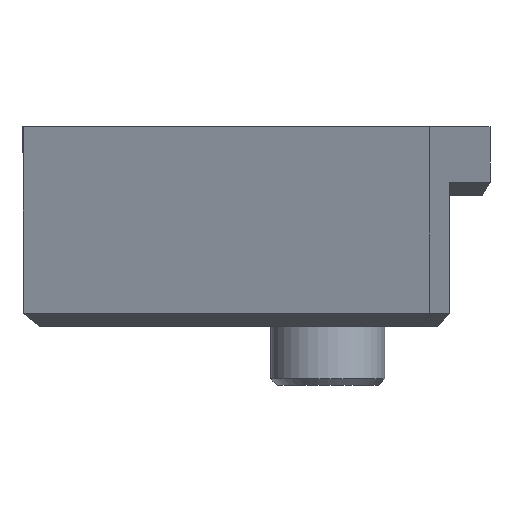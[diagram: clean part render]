
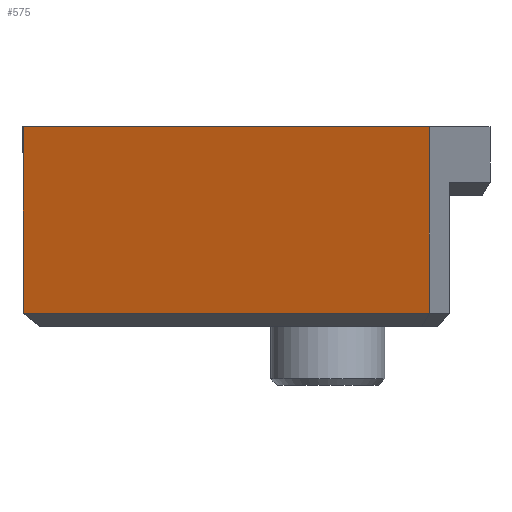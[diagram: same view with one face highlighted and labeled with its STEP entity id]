
A CAD part, front view. The second image highlights one B-rep face of the part: STEP entity #575.
In plain terms, the highlighted planar face has unit normal (-0.342, -0.94, 0).
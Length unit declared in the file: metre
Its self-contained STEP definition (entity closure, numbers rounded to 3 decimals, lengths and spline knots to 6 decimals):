
#23=LINE('',#822,#92);
#51=LINE('',#875,#120);
#56=LINE('',#885,#125);
#76=LINE('',#924,#145);
#78=LINE('',#928,#147);
#79=LINE('',#929,#148);
#92=VECTOR('',#668,1.);
#120=VECTOR('',#714,1.);
#125=VECTOR('',#721,1.);
#145=VECTOR('',#759,1.);
#147=VECTOR('',#763,1.);
#148=VECTOR('',#764,1.);
#262=ORIENTED_EDGE('',*,*,#375,.F.);
#263=ORIENTED_EDGE('',*,*,#373,.T.);
#264=ORIENTED_EDGE('',*,*,#348,.F.);
#265=ORIENTED_EDGE('',*,*,#376,.F.);
#266=ORIENTED_EDGE('',*,*,#320,.T.);
#267=ORIENTED_EDGE('',*,*,#353,.T.);
#320=EDGE_CURVE('',#391,#395,#23,.T.);
#348=EDGE_CURVE('',#410,#412,#51,.T.);
#353=EDGE_CURVE('',#395,#415,#56,.T.);
#373=EDGE_CURVE('',#426,#412,#76,.T.);
#375=EDGE_CURVE('',#426,#415,#78,.T.);
#376=EDGE_CURVE('',#391,#410,#79,.T.);
#391=VERTEX_POINT('',#812);
#395=VERTEX_POINT('',#821);
#410=VERTEX_POINT('',#873);
#412=VERTEX_POINT('',#876);
#415=VERTEX_POINT('',#884);
#426=VERTEX_POINT('',#925);
#466=EDGE_LOOP('',(#262,#263,#264,#265,#266,#267));
#507=FACE_BOUND('',#466,.T.);
#544=PLANE('',#624);
#575=ADVANCED_FACE('',(#507),#544,.T.);
#624=AXIS2_PLACEMENT_3D('',#927,#761,#762);
#668=DIRECTION('',(0.94,-0.342,0.));
#714=DIRECTION('',(-0.94,0.342,0.));
#721=DIRECTION('',(0.,0.,1.));
#759=DIRECTION('',(0.,0.,-1.));
#761=DIRECTION('',(-0.342,-0.94,0.));
#762=DIRECTION('',(0.94,-0.342,0.));
#763=DIRECTION('',(0.94,-0.342,0.));
#764=DIRECTION('',(0.,0.,1.));
#812=CARTESIAN_POINT('',(0.029932,0.030753,-0.02174));
#821=CARTESIAN_POINT('',(0.060942,0.019466,-0.02174));
#822=CARTESIAN_POINT('',(0.045437,0.02511,-0.02174));
#873=CARTESIAN_POINT('',(0.029932,0.030753,-0.0095));
#875=CARTESIAN_POINT('',(0.014375,0.036415,-0.0095));
#876=CARTESIAN_POINT('',(0.029856,0.030781,-0.0095));
#884=CARTESIAN_POINT('',(0.060942,0.019466,-0.0075));
#885=CARTESIAN_POINT('',(0.060942,0.019466,-0.02074));
#924=CARTESIAN_POINT('',(0.029856,0.030781,-0.006498));
#925=CARTESIAN_POINT('',(0.029856,0.030781,-0.0075));
#927=CARTESIAN_POINT('',(0.045437,0.02511,-0.02074));
#928=CARTESIAN_POINT('',(0.045437,0.02511,-0.0075));
#929=CARTESIAN_POINT('',(0.029932,0.030753,-0.02074));
